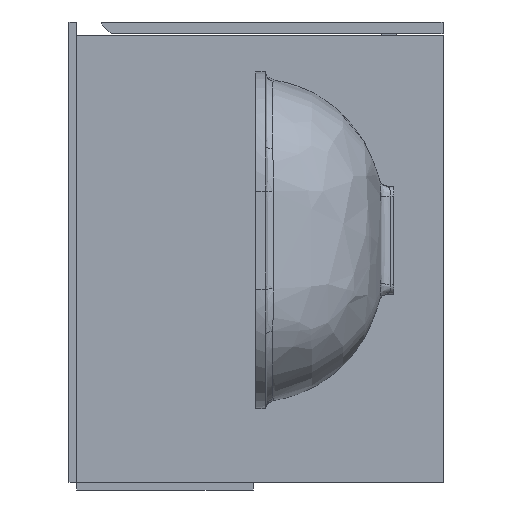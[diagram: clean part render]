
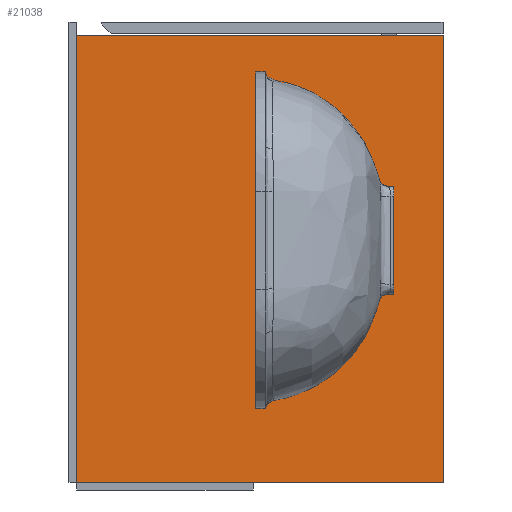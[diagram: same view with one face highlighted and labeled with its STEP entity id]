
A CAD part, left-side view. The second image highlights one B-rep face of the part: STEP entity #21038.
In plain terms, the highlighted planar face has unit normal (-1, 0, 0).
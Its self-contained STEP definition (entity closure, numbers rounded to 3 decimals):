
#294 = VECTOR ( 'NONE', #18718, 1000. ) ;
#527 = AXIS2_PLACEMENT_3D ( 'NONE', #900, #9975, #19028 ) ;
#589 = LINE ( 'NONE', #9668, #294 ) ;
#900 = CARTESIAN_POINT ( 'NONE',  ( 2., 830.396, -470. ) ) ;
#3247 = EDGE_LOOP ( 'NONE', ( #14963, #26838, #14657, #10322 ) ) ;
#4169 = LINE ( 'NONE', #13233, #25421 ) ;
#5218 = EDGE_CURVE ( 'NONE', #24548, #15836, #9942, .T. ) ;
#5472 = VECTOR ( 'NONE', #26176, 1000. ) ;
#7983 = EDGE_CURVE ( 'NONE', #12033, #28578, #589, .T. ) ;
#8056 = LINE ( 'NONE', #17120, #5472 ) ;
#9668 = CARTESIAN_POINT ( 'NONE',  ( 2., 830.396, -14. ) ) ;
#9942 = LINE ( 'NONE', #18994, #18381 ) ;
#9975 = DIRECTION ( 'NONE',  ( 1., 0., 0. ) ) ;
#10162 = EDGE_CURVE ( 'NONE', #24548, #12033, #4169, .T. ) ;
#10293 = EDGE_CURVE ( 'NONE', #15836, #28578, #8056, .T. ) ;
#10322 = ORIENTED_EDGE ( 'NONE', *, *, #7983, .F. ) ;
#12033 = VERTEX_POINT ( 'NONE', #25353 ) ;
#12201 = FACE_OUTER_BOUND ( 'NONE', #3247, .T. ) ;
#13233 = CARTESIAN_POINT ( 'NONE',  ( 2., 374., -470. ) ) ;
#14657 = ORIENTED_EDGE ( 'NONE', *, *, #10293, .T. ) ;
#14956 = CARTESIAN_POINT ( 'NONE',  ( 2., 0., -14. ) ) ;
#14963 = ORIENTED_EDGE ( 'NONE', *, *, #10162, .F. ) ;
#15836 = VERTEX_POINT ( 'NONE', #18038 ) ;
#17120 = CARTESIAN_POINT ( 'NONE',  ( 2., 0., -470. ) ) ;
#18038 = CARTESIAN_POINT ( 'NONE',  ( 2., 0., -470. ) ) ;
#18381 = VECTOR ( 'NONE', #28070, 1000. ) ;
#18718 = DIRECTION ( 'NONE',  ( 0., -1., 0. ) ) ;
#18994 = CARTESIAN_POINT ( 'NONE',  ( 2., 830.396, -470. ) ) ;
#19028 = DIRECTION ( 'NONE',  ( 0., 0., -1. ) ) ;
#21038 = ADVANCED_FACE ( 'NONE', ( #12201 ), #21268, .F. ) ;
#21268 = PLANE ( 'NONE',  #527 ) ;
#22291 = DIRECTION ( 'NONE',  ( 0., 0., 1. ) ) ;
#24548 = VERTEX_POINT ( 'NONE', #25906 ) ;
#25353 = CARTESIAN_POINT ( 'NONE',  ( 2., 374., -14. ) ) ;
#25421 = VECTOR ( 'NONE', #22291, 1000. ) ;
#25906 = CARTESIAN_POINT ( 'NONE',  ( 2., 374., -470. ) ) ;
#26176 = DIRECTION ( 'NONE',  ( 0., 0., 1. ) ) ;
#26838 = ORIENTED_EDGE ( 'NONE', *, *, #5218, .T. ) ;
#28070 = DIRECTION ( 'NONE',  ( 0., -1., 0. ) ) ;
#28578 = VERTEX_POINT ( 'NONE', #14956 ) ;
